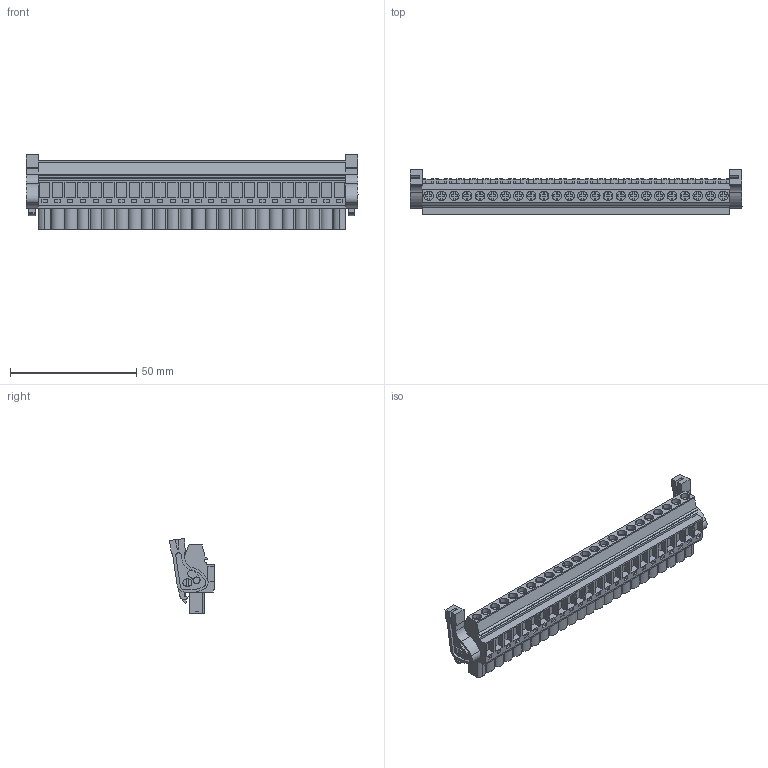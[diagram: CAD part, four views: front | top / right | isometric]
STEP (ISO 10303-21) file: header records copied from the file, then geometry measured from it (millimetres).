
FILE_DESCRIPTION(('CATIA V5 STEP','CAx-IF Rec.Pracs.--- Model Styling and Organization---1.2---2011-12-15'),'2;1');
FILE_NAME ('D1460113_0_1947750000_1947750000.stp','2017-09-09T10:52:41+00:00',('none'),('Weidmueller'),'CATIA Version 5-6 Release 2014','CATIA V5 STEP AP214','none');
FILE_SCHEMA(('AUTOMOTIVE_DESIGN { 1 0 10303 214 1 1 1 1 }'));
Length unit declared in the file: millimetre
Products named in the file (1): 1947750000
Bounding box: 131.62 x 17.88 x 29.56 mm (x, y, z)
Volume: 28838.7 mm3; surface area: 17686.8 mm2
Topology: 27 solids, 27 shells, 1680 faces, 4710 edges, 3191 vertices
Faces by surface type: plane 1390, cylinder 286, extrusion 4
Entity records: 50650 total; most frequent: CARTESIAN_POINT 9741, ORIENTED_EDGE 9420, DIRECTION 6740, EDGE_CURVE 4710, VECTOR 4018, LINE 4014, VERTEX_POINT 3191, EDGE_LOOP 1797
